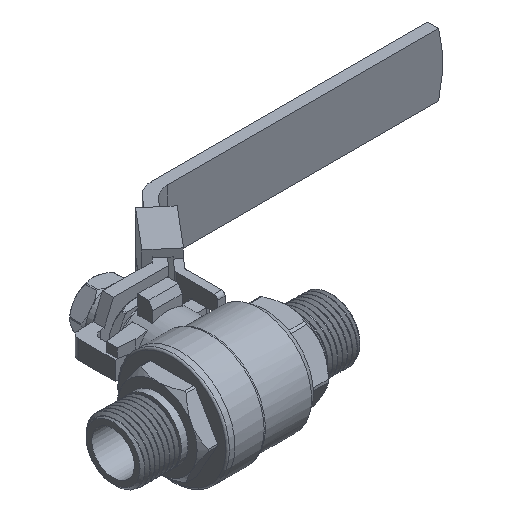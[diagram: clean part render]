
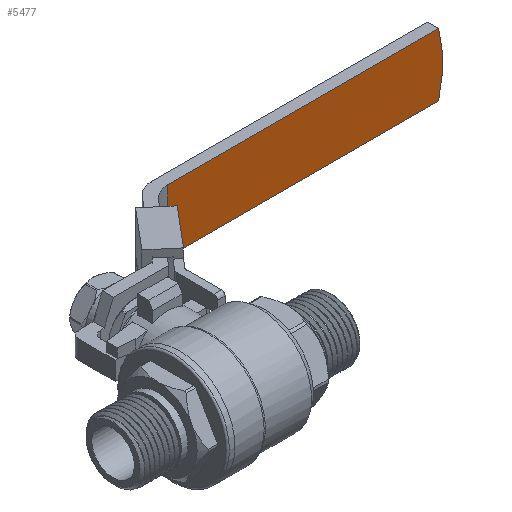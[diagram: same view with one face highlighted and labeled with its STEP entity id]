
A CAD part, isometric view. The second image highlights one B-rep face of the part: STEP entity #5477.
In plain terms, the highlighted planar face has unit normal (0, -1, 0).
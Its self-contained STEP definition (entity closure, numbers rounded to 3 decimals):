
#576=PLANE('',#5943);
#788=LINE('',#13380,#1092);
#802=LINE('',#13410,#1106);
#805=LINE('',#13415,#1109);
#1092=VECTOR('',#6692,1000.);
#1106=VECTOR('',#6732,1000.);
#1109=VECTOR('',#6739,1000.);
#1924=ORIENTED_EDGE('',*,*,#3315,.T.);
#1925=ORIENTED_EDGE('',*,*,#3246,.T.);
#1926=ORIENTED_EDGE('',*,*,#3312,.F.);
#1927=ORIENTED_EDGE('',*,*,#3294,.T.);
#3246=EDGE_CURVE('',#4027,#4028,#4502,.T.);
#3294=EDGE_CURVE('',#4071,#4070,#788,.T.);
#3312=EDGE_CURVE('',#4071,#4028,#802,.T.);
#3315=EDGE_CURVE('',#4070,#4027,#805,.T.);
#4027=VERTEX_POINT('',#13274);
#4028=VERTEX_POINT('',#13275);
#4070=VERTEX_POINT('',#13379);
#4071=VERTEX_POINT('',#13381);
#4502=CIRCLE('',#5907,34.);
#4742=EDGE_LOOP('',(#1924,#1925,#1926,#1927));
#5082=FACE_BOUND('',#4742,.T.);
#5477=ADVANCED_FACE('',(#5082),#576,.F.);
#5907=AXIS2_PLACEMENT_3D('',#13273,#6613,#6614);
#5943=AXIS2_PLACEMENT_3D('',#13414,#6737,#6738);
#6613=DIRECTION('',(0.,-1.,0.));
#6614=DIRECTION('',(-1.,0.,0.));
#6692=DIRECTION('',(0.,0.,-1.));
#6732=DIRECTION('',(1.,0.,0.));
#6737=DIRECTION('',(0.,1.,0.));
#6738=DIRECTION('',(-1.,0.,0.));
#6739=DIRECTION('',(1.,0.,0.));
#13273=CARTESIAN_POINT('',(70.,47.,0.));
#13274=CARTESIAN_POINT('',(102.92,47.,-8.5));
#13275=CARTESIAN_POINT('',(102.92,47.,8.5));
#13379=CARTESIAN_POINT('',(29.54,47.,-8.5));
#13380=CARTESIAN_POINT('',(29.54,47.,8.5));
#13381=CARTESIAN_POINT('',(29.54,47.,8.5));
#13410=CARTESIAN_POINT('',(29.54,47.,8.5));
#13414=CARTESIAN_POINT('',(29.54,47.,8.5));
#13415=CARTESIAN_POINT('',(29.54,47.,-8.5));
